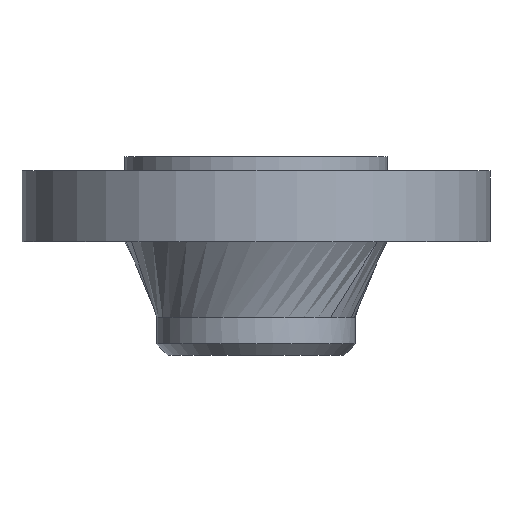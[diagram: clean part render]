
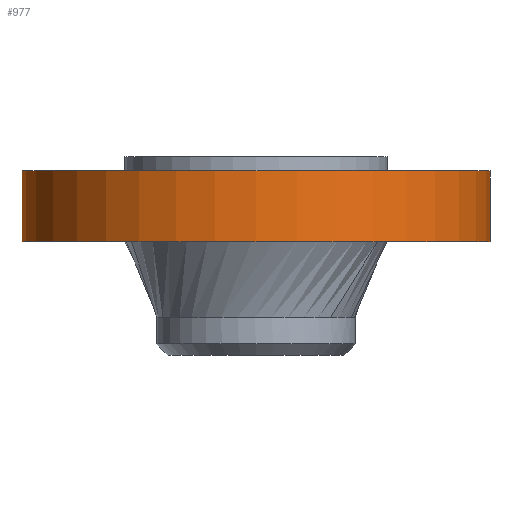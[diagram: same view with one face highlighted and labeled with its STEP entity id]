
A CAD part, front view. The second image highlights one B-rep face of the part: STEP entity #977.
In plain terms, the highlighted cylindrical face has radius 104.775 mm (diameter 209.55 mm), a partial arc.
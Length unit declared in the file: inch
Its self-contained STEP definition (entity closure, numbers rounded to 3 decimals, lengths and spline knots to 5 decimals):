
#18 = CARTESIAN_POINT ( 'NONE',  ( -4.125, 0., -12.91726 ) ) ;
#29 = EDGE_CURVE ( 'NONE', #966, #245, #379, .T. ) ;
#39 = DIRECTION ( 'NONE',  ( 1., 0., 0. ) ) ;
#53 = DIRECTION ( 'NONE',  ( 0., 0., -1. ) ) ;
#100 = DIRECTION ( 'NONE',  ( 1., 0., 0. ) ) ;
#110 = LINE ( 'NONE', #18, #369 ) ;
#118 = DIRECTION ( 'NONE',  ( 0., 0., 1. ) ) ;
#154 = FACE_OUTER_BOUND ( 'NONE', #447, .T. ) ;
#180 = AXIS2_PLACEMENT_3D ( 'NONE', #815, #53, #847 ) ;
#187 = CARTESIAN_POINT ( 'NONE',  ( 0., 0., 0. ) ) ;
#245 = VERTEX_POINT ( 'NONE', #942 ) ;
#314 = CARTESIAN_POINT ( 'NONE',  ( -4.125, 0., -1.25 ) ) ;
#319 = AXIS2_PLACEMENT_3D ( 'NONE', #187, #791, #100 ) ;
#369 = VECTOR ( 'NONE', #1049, 39.37008 ) ;
#379 = LINE ( 'NONE', #401, #494 ) ;
#401 = CARTESIAN_POINT ( 'NONE',  ( 4.125, 0., -12.91726 ) ) ;
#447 = EDGE_LOOP ( 'NONE', ( #814, #773, #1036, #727 ) ) ;
#492 = CARTESIAN_POINT ( 'NONE',  ( 0., 0., -12.91726 ) ) ;
#494 = VECTOR ( 'NONE', #118, 39.37008 ) ;
#527 = CIRCLE ( 'NONE', #319, 4.125 ) ;
#542 = EDGE_CURVE ( 'NONE', #603, #245, #527, .T. ) ;
#569 = AXIS2_PLACEMENT_3D ( 'NONE', #492, #579, #39 ) ;
#579 = DIRECTION ( 'NONE',  ( 0., 0., 1. ) ) ;
#581 = EDGE_CURVE ( 'NONE', #594, #603, #110, .T. ) ;
#594 = VERTEX_POINT ( 'NONE', #314 ) ;
#600 = CIRCLE ( 'NONE', #180, 4.125 ) ;
#603 = VERTEX_POINT ( 'NONE', #1006 ) ;
#727 = ORIENTED_EDGE ( 'NONE', *, *, #542, .F. ) ;
#738 = CYLINDRICAL_SURFACE ( 'NONE', #569, 4.125 ) ;
#756 = EDGE_CURVE ( 'NONE', #966, #594, #600, .T. ) ;
#773 = ORIENTED_EDGE ( 'NONE', *, *, #756, .F. ) ;
#791 = DIRECTION ( 'NONE',  ( 0., 0., 1. ) ) ;
#814 = ORIENTED_EDGE ( 'NONE', *, *, #581, .F. ) ;
#815 = CARTESIAN_POINT ( 'NONE',  ( 0., 0., -1.25 ) ) ;
#847 = DIRECTION ( 'NONE',  ( 1., 0., 0. ) ) ;
#942 = CARTESIAN_POINT ( 'NONE',  ( 4.125, 0., 0. ) ) ;
#966 = VERTEX_POINT ( 'NONE', #1098 ) ;
#977 = ADVANCED_FACE ( 'NONE', ( #154 ), #738, .T. ) ;
#1006 = CARTESIAN_POINT ( 'NONE',  ( -4.125, 0., 0. ) ) ;
#1036 = ORIENTED_EDGE ( 'NONE', *, *, #29, .T. ) ;
#1049 = DIRECTION ( 'NONE',  ( 0., 0., 1. ) ) ;
#1098 = CARTESIAN_POINT ( 'NONE',  ( 4.125, 0., -1.25 ) ) ;
